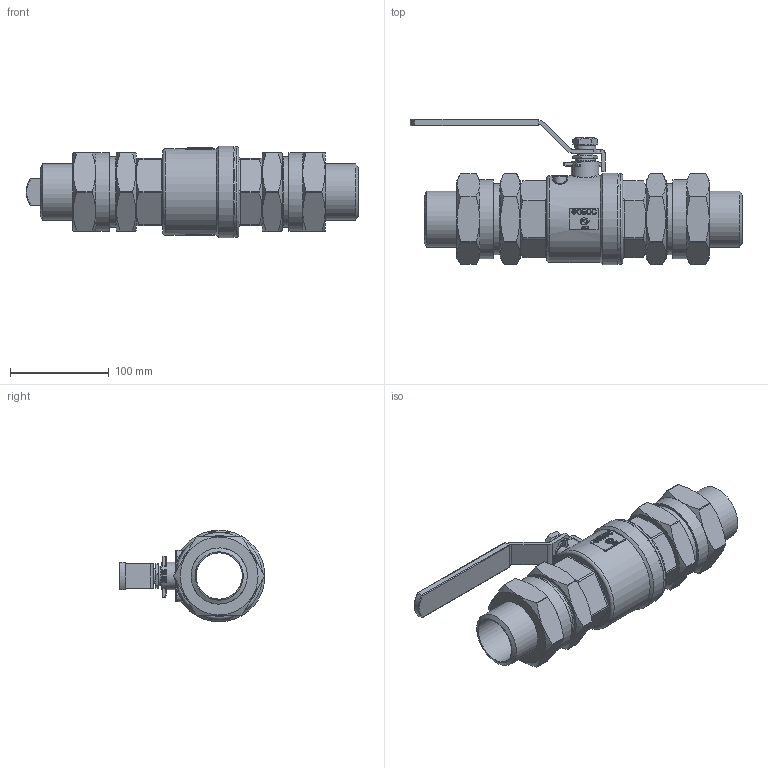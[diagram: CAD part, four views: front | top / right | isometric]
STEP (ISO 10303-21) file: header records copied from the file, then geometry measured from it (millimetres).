
FILE_DESCRIPTION((''),'2;1');
FILE_NAME('ФБ39 370 050 700.stp','2013-04-02T15:09:25',('��������'),(''),'Autodesk Inventor 2013','Autodesk Inventor 2013','');
FILE_SCHEMA(('AUTOMOTIVE_DESIGN { 1 0 10303 214 1 1 1 1 }'));
Length unit declared in the file: millimetre
Products named in the file (21): ФБ39 370 050 700; ФБ39 330 050 700; ФБ39 330 050 705K; Пробка DN50_700; ФБ39 330 050 709; Шпиндель; Седло330_050_700; ШтуцерK; Втулка резьбовая 330_050; ФБ39 330 050 710; ФБ39 330 050 711; Рукав330_050_700; ФБ39 330 050 704K; ФБ39 330 050 703; ФБ39 330 050 702; ФБ39 330 050 707; Шайба ГОСТ 6402-70 14 N; Гайка ГОСТ 5916-70 M14; ФБ39 370 050 702; ФБ39 370 050 704; ФБ39 370 050 703
Assembly tree (24 placements, depth 4):
  ФБ39 370 050 700
    ФБ39 330 050 700
      ФБ39 330 050 705K
      Пробка DN50_700
      ФБ39 330 050 709
      Шпиндель
      Седло330_050_700  x2
      ШтуцерK
      Втулка резьбовая 330_050
      ФБ39 330 050 710
        ФБ39 330 050 711
        Рукав330_050_700
      ФБ39 330 050 704K
      ФБ39 330 050 703
      ФБ39 330 050 702
      ФБ39 330 050 707
      Шайба ГОСТ 6402-70 14 N
      Гайка ГОСТ 5916-70 M14
    ФБ39 370 050 702  x2
    ФБ39 370 050 704  x2
    ФБ39 370 050 703  x2
Bounding box: 336.75 x 148.03 x 93 mm (x, y, z)
Volume: 928534.3 mm3; surface area: 320485 mm2
Topology: 22 solids, 22 shells, 877 faces, 2124 edges, 1332 vertices
Faces by surface type: plane 356, cylinder 218, bspline 161, cone 83, torus 40, sphere 19
Full cylindrical faces by diameter (mm): 6 x2, 11.835 x1, 15 x6, 16 x1, 19 x1, 19.5 x1, 20 x2, 20.917 x1, 21 x3, 22 x1, 28 x1, 47 x4, 50 x5, 56 x2, 56.656 x2, 57 x4, 59.614 x2, 62 x2, 68 x2, 69.835 x2, 72 x6, 73 x2, 79 x1, 79.835 x1, 80 x2, 82 x1, 83.5 x1, 85 x1, 88 x1, 89 x1
Entity records: 25324 total; most frequent: CARTESIAN_POINT 7493, ORIENTED_EDGE 3608, DIRECTION 3250, EDGE_CURVE 1804, VERTEX_POINT 1201, AXIS2_PLACEMENT_3D 1188, EDGE_LOOP 999, VECTOR 874
